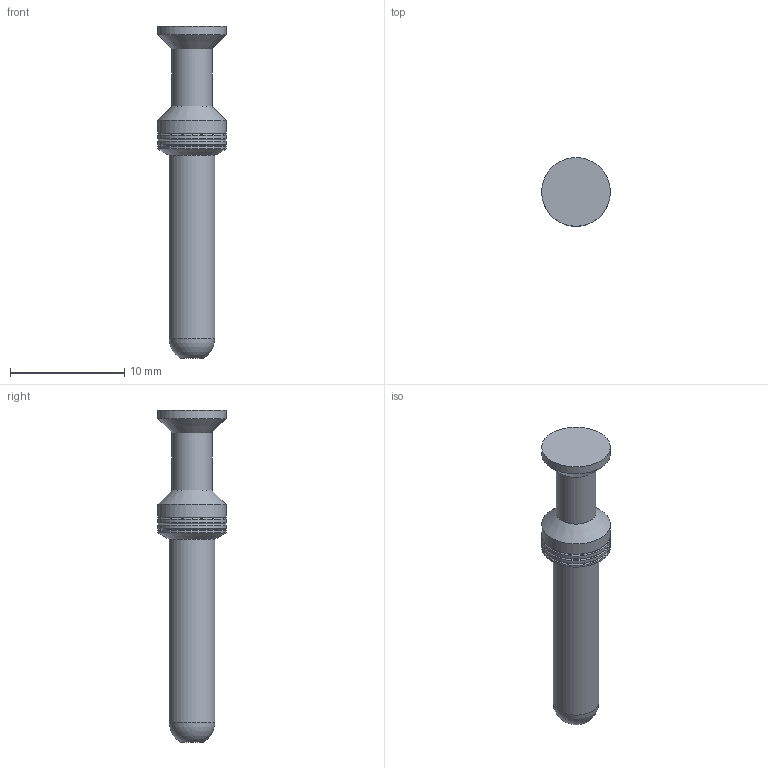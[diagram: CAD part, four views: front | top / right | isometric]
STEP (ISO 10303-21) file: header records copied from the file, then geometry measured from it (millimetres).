
FILE_DESCRIPTION(/* description */ (''),/* implementation_level */ '2;1');
FILE_NAME(/* name */ 'C3D_N_01_040_0011_1.stp',/* time_stamp */ '2016-03-01T15:41:05+01:00',/* author */ (''),/* organization */ (''),/* preprocessor_version */ 'ST-DEVELOPER v15',/* originating_system */ 'SIEMENS PLM Software NX 9.0',/* authorisation */ '');
FILE_SCHEMA (('CONFIG_CONTROL_DESIGN'));
Length unit declared in the file: millimetre
Products named in the file (1): n 01 040 0011nxm001-04
Bounding box: 6 x 6 x 29 mm (x, y, z)
Volume: 412.5 mm3; surface area: 444.9 mm2
Topology: 1 solids, 1 shells, 19 faces, 36 edges, 19 vertices
Faces by surface type: cone 9, cylinder 7, plane 2, sphere 1
Full cylindrical faces by diameter (mm): 3.5 x1, 4 x1, 6 x5
Entity records: 458 total; most frequent: DIRECTION 76, CARTESIAN_POINT 56, AXIS2_PLACEMENT_3D 38, EDGE_LOOP 36, ORIENTED_EDGE 36, FACE_BOUND 34, ADVANCED_FACE 19, VERTEX_POINT 18
